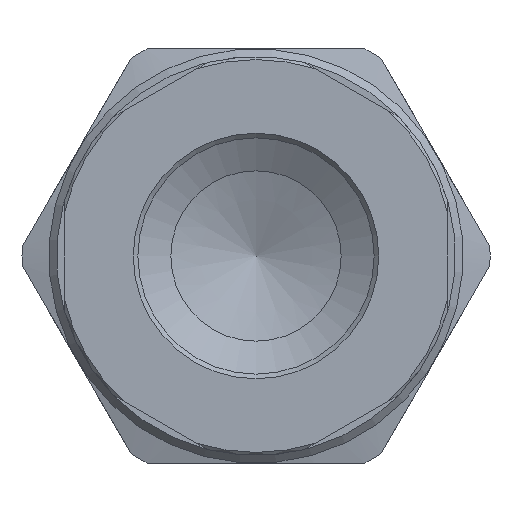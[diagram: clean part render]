
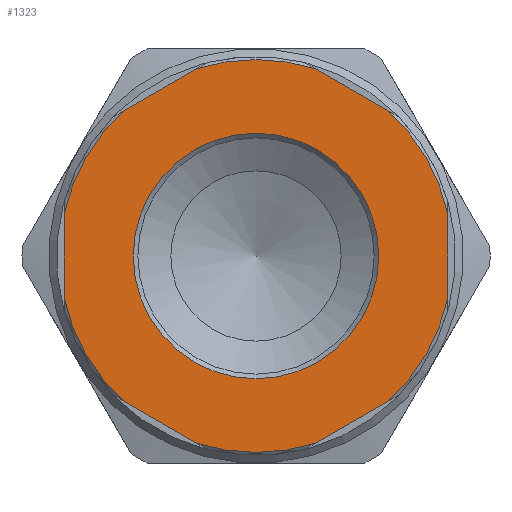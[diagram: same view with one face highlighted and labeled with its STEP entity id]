
A CAD part, left-side view. The second image highlights one B-rep face of the part: STEP entity #1323.
In plain terms, the highlighted planar face has unit normal (-1, 0, 0).
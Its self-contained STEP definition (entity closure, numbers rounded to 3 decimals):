
#63=FACE_BOUND('',#251,.T.);
#83=PLANE('',#1482);
#167=FACE_OUTER_BOUND('',#250,.T.);
#250=EDGE_LOOP('',(#1057,#1058,#1059,#1060,#1061,#1062,#1063,#1064,#1065,
#1066,#1067,#1068));
#251=EDGE_LOOP('',(#1069));
#313=LINE('',#2208,#375);
#317=LINE('',#2233,#379);
#321=LINE('',#2258,#383);
#325=LINE('',#2283,#387);
#329=LINE('',#2308,#391);
#333=LINE('',#2333,#395);
#375=VECTOR('',#1790,10.);
#379=VECTOR('',#1796,10.);
#383=VECTOR('',#1802,10.);
#387=VECTOR('',#1808,10.);
#391=VECTOR('',#1814,10.);
#395=VECTOR('',#1820,10.);
#454=CIRCLE('',#1475,8.);
#455=CIRCLE('',#1483,12.8);
#456=CIRCLE('',#1484,12.8);
#457=CIRCLE('',#1485,12.8);
#458=CIRCLE('',#1486,12.8);
#459=CIRCLE('',#1487,12.8);
#460=CIRCLE('',#1488,12.8);
#548=VERTEX_POINT('',#2181);
#550=VERTEX_POINT('',#2186);
#556=VERTEX_POINT('',#2204);
#558=VERTEX_POINT('',#2211);
#564=VERTEX_POINT('',#2229);
#566=VERTEX_POINT('',#2236);
#572=VERTEX_POINT('',#2254);
#574=VERTEX_POINT('',#2261);
#580=VERTEX_POINT('',#2279);
#582=VERTEX_POINT('',#2286);
#588=VERTEX_POINT('',#2304);
#590=VERTEX_POINT('',#2311);
#596=VERTEX_POINT('',#2329);
#709=EDGE_CURVE('',#548,#548,#454,.T.);
#718=EDGE_CURVE('',#550,#556,#313,.T.);
#726=EDGE_CURVE('',#558,#564,#317,.T.);
#734=EDGE_CURVE('',#566,#572,#321,.T.);
#742=EDGE_CURVE('',#574,#580,#325,.T.);
#750=EDGE_CURVE('',#582,#588,#329,.T.);
#758=EDGE_CURVE('',#590,#596,#333,.T.);
#759=EDGE_CURVE('',#558,#556,#455,.T.);
#760=EDGE_CURVE('',#566,#564,#456,.T.);
#761=EDGE_CURVE('',#574,#572,#457,.T.);
#762=EDGE_CURVE('',#582,#580,#458,.T.);
#763=EDGE_CURVE('',#590,#588,#459,.T.);
#764=EDGE_CURVE('',#550,#596,#460,.T.);
#1057=ORIENTED_EDGE('',*,*,#718,.T.);
#1058=ORIENTED_EDGE('',*,*,#759,.F.);
#1059=ORIENTED_EDGE('',*,*,#726,.T.);
#1060=ORIENTED_EDGE('',*,*,#760,.F.);
#1061=ORIENTED_EDGE('',*,*,#734,.T.);
#1062=ORIENTED_EDGE('',*,*,#761,.F.);
#1063=ORIENTED_EDGE('',*,*,#742,.T.);
#1064=ORIENTED_EDGE('',*,*,#762,.F.);
#1065=ORIENTED_EDGE('',*,*,#750,.T.);
#1066=ORIENTED_EDGE('',*,*,#763,.F.);
#1067=ORIENTED_EDGE('',*,*,#758,.T.);
#1068=ORIENTED_EDGE('',*,*,#764,.F.);
#1069=ORIENTED_EDGE('',*,*,#709,.T.);
#1323=ADVANCED_FACE('',(#167,#63),#83,.T.);
#1475=AXIS2_PLACEMENT_3D('',#2182,#1782,#1783);
#1482=AXIS2_PLACEMENT_3D('',#2334,#1821,#1822);
#1483=AXIS2_PLACEMENT_3D('',#2335,#1823,#1824);
#1484=AXIS2_PLACEMENT_3D('',#2336,#1825,#1826);
#1485=AXIS2_PLACEMENT_3D('',#2337,#1827,#1828);
#1486=AXIS2_PLACEMENT_3D('',#2338,#1829,#1830);
#1487=AXIS2_PLACEMENT_3D('',#2339,#1831,#1832);
#1488=AXIS2_PLACEMENT_3D('',#2340,#1833,#1834);
#1782=DIRECTION('center_axis',(1.,0.,0.));
#1783=DIRECTION('ref_axis',(0.,-1.,0.));
#1790=DIRECTION('',(0.,0.866,-0.5));
#1796=DIRECTION('',(0.,0.,-1.));
#1802=DIRECTION('',(0.,-0.866,-0.5));
#1808=DIRECTION('',(0.,-0.866,0.5));
#1814=DIRECTION('',(0.,0.,1.));
#1820=DIRECTION('',(0.,0.866,0.5));
#1821=DIRECTION('center_axis',(-1.,0.,0.));
#1822=DIRECTION('ref_axis',(0.,0.,1.));
#1823=DIRECTION('center_axis',(1.,0.,0.));
#1824=DIRECTION('ref_axis',(0.,-1.,0.));
#1825=DIRECTION('center_axis',(1.,0.,0.));
#1826=DIRECTION('ref_axis',(0.,-1.,0.));
#1827=DIRECTION('center_axis',(1.,0.,0.));
#1828=DIRECTION('ref_axis',(0.,-1.,0.));
#1829=DIRECTION('center_axis',(1.,0.,0.));
#1830=DIRECTION('ref_axis',(0.,-1.,0.));
#1831=DIRECTION('center_axis',(1.,0.,0.));
#1832=DIRECTION('ref_axis',(0.,-1.,0.));
#1833=DIRECTION('center_axis',(1.,0.,0.));
#1834=DIRECTION('ref_axis',(0.,-1.,0.));
#2181=CARTESIAN_POINT('',(0.,8.,0.));
#2182=CARTESIAN_POINT('Origin',(0.,0.,0.));
#2186=CARTESIAN_POINT('',(0.,3.864,12.203));
#2204=CARTESIAN_POINT('',(0.,8.636,9.448));
#2208=CARTESIAN_POINT('',(0.,3.125,12.63));
#2211=CARTESIAN_POINT('',(0.,12.5,2.755));
#2229=CARTESIAN_POINT('',(0.,12.5,-2.755));
#2233=CARTESIAN_POINT('',(0.,12.5,3.608));
#2236=CARTESIAN_POINT('',(0.,8.636,-9.448));
#2254=CARTESIAN_POINT('',(0.,3.864,-12.203));
#2258=CARTESIAN_POINT('',(0.,9.375,-9.021));
#2261=CARTESIAN_POINT('',(0.,-3.864,-12.203));
#2279=CARTESIAN_POINT('',(0.,-8.636,-9.448));
#2283=CARTESIAN_POINT('',(0.,-3.125,-12.63));
#2286=CARTESIAN_POINT('',(0.,-12.5,-2.755));
#2304=CARTESIAN_POINT('',(0.,-12.5,2.755));
#2308=CARTESIAN_POINT('',(0.,-12.5,-3.608));
#2311=CARTESIAN_POINT('',(0.,-8.636,9.448));
#2329=CARTESIAN_POINT('',(0.,-3.864,12.203));
#2333=CARTESIAN_POINT('',(0.,-9.375,9.021));
#2334=CARTESIAN_POINT('Origin',(0.,0.,0.));
#2335=CARTESIAN_POINT('Origin',(0.,0.,0.));
#2336=CARTESIAN_POINT('Origin',(0.,0.,0.));
#2337=CARTESIAN_POINT('Origin',(0.,0.,0.));
#2338=CARTESIAN_POINT('Origin',(0.,0.,0.));
#2339=CARTESIAN_POINT('Origin',(0.,0.,0.));
#2340=CARTESIAN_POINT('Origin',(0.,0.,0.));
